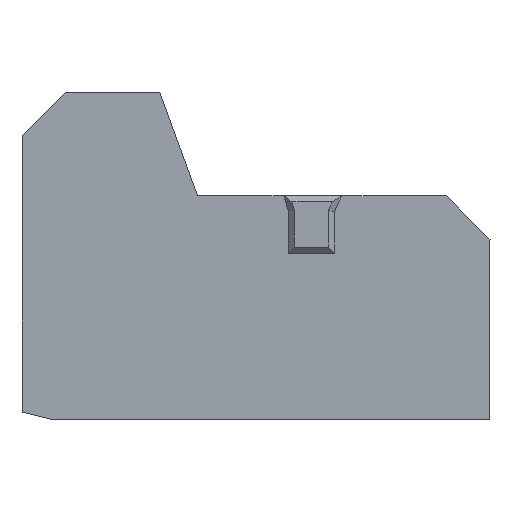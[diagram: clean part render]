
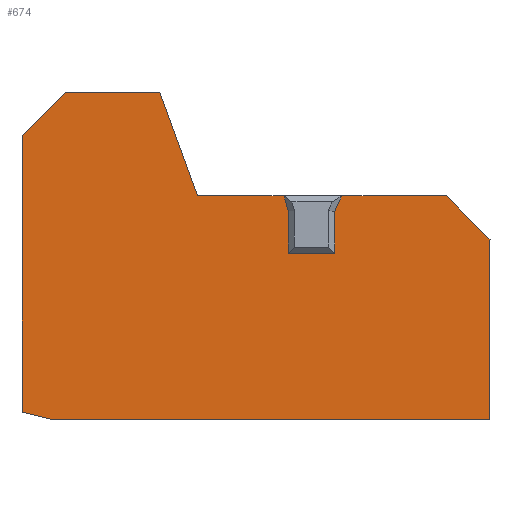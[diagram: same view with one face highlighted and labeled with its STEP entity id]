
A CAD part, left-side view. The second image highlights one B-rep face of the part: STEP entity #674.
In plain terms, the highlighted planar face has unit normal (-1, 0, 0).
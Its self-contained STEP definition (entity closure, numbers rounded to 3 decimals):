
#582=AXIS2_PLACEMENT_3D('Plane Axis2P3D',#579,#580,#581) ;
#280=CARTESIAN_POINT('Vertex',(0.,28.201,42.6)) ;
#283=CARTESIAN_POINT('Line Origine',(0.,18.241,42.6)) ;
#287=CARTESIAN_POINT('Vertex',(0.,8.28,42.6)) ;
#334=CARTESIAN_POINT('Vertex',(0.,55.694,42.6)) ;
#337=CARTESIAN_POINT('Line Origine',(0.,47.449,42.6)) ;
#341=CARTESIAN_POINT('Vertex',(0.,39.204,42.6)) ;
#528=CARTESIAN_POINT('Vertex',(0.,0.,34.32)) ;
#531=CARTESIAN_POINT('Line Origine',(0.,0.,17.16)) ;
#535=CARTESIAN_POINT('Vertex',(0.,0.,0.)) ;
#562=CARTESIAN_POINT('Line Origine',(0.,4.14,38.46)) ;
#579=CARTESIAN_POINT('Axis2P3D Location',(0.,36.469,2.432)) ;
#584=CARTESIAN_POINT('Line Origine',(0.,28.901,41.1)) ;
#588=CARTESIAN_POINT('Vertex',(0.,29.6,39.6)) ;
#591=CARTESIAN_POINT('Line Origine',(0.,29.6,35.65)) ;
#595=CARTESIAN_POINT('Vertex',(0.,29.6,31.7)) ;
#598=CARTESIAN_POINT('Line Origine',(0.,34.,31.7)) ;
#602=CARTESIAN_POINT('Vertex',(0.,38.4,31.7)) ;
#605=CARTESIAN_POINT('Line Origine',(0.,38.4,35.65)) ;
#609=CARTESIAN_POINT('Vertex',(0.,38.4,39.6)) ;
#612=CARTESIAN_POINT('Line Origine',(0.,38.802,41.1)) ;
#617=CARTESIAN_POINT('Line Origine',(0.,59.279,52.45)) ;
#621=CARTESIAN_POINT('Vertex',(0.,62.864,62.3)) ;
#624=CARTESIAN_POINT('Line Origine',(0.,71.842,62.3)) ;
#628=CARTESIAN_POINT('Vertex',(0.,80.82,62.3)) ;
#631=CARTESIAN_POINT('Line Origine',(0.,84.96,58.16)) ;
#635=CARTESIAN_POINT('Vertex',(0.,89.1,54.02)) ;
#638=CARTESIAN_POINT('Line Origine',(0.,89.1,27.729)) ;
#642=CARTESIAN_POINT('Vertex',(0.,89.1,1.438)) ;
#645=CARTESIAN_POINT('Line Origine',(0.,86.222,0.719)) ;
#649=CARTESIAN_POINT('Vertex',(0.,83.344,0.)) ;
#652=CARTESIAN_POINT('Line Origine',(0.,41.672,0.)) ;
#284=DIRECTION('Vector Direction',(0.,-1.,0.)) ;
#338=DIRECTION('Vector Direction',(0.,1.,0.)) ;
#532=DIRECTION('Vector Direction',(0.,0.,1.)) ;
#563=DIRECTION('Vector Direction',(0.,0.707,0.707)) ;
#580=DIRECTION('Axis2P3D Direction',(1.,0.,0.)) ;
#581=DIRECTION('Axis2P3D XDirection',(0.,1.,0.)) ;
#585=DIRECTION('Vector Direction',(0.,0.423,-0.906)) ;
#592=DIRECTION('Vector Direction',(0.,0.,-1.)) ;
#599=DIRECTION('Vector Direction',(0.,1.,0.)) ;
#606=DIRECTION('Vector Direction',(0.,0.,1.)) ;
#613=DIRECTION('Vector Direction',(0.,0.259,0.966)) ;
#618=DIRECTION('Vector Direction',(0.,-0.342,-0.94)) ;
#625=DIRECTION('Vector Direction',(0.,1.,0.)) ;
#632=DIRECTION('Vector Direction',(0.,0.707,-0.707)) ;
#639=DIRECTION('Vector Direction',(0.,0.,1.)) ;
#646=DIRECTION('Vector Direction',(0.,0.97,0.242)) ;
#653=DIRECTION('Vector Direction',(0.,1.,0.)) ;
#285=VECTOR('Line Direction',#284,1.) ;
#339=VECTOR('Line Direction',#338,1.) ;
#533=VECTOR('Line Direction',#532,1.) ;
#564=VECTOR('Line Direction',#563,1.) ;
#586=VECTOR('Line Direction',#585,1.) ;
#593=VECTOR('Line Direction',#592,1.) ;
#600=VECTOR('Line Direction',#599,1.) ;
#607=VECTOR('Line Direction',#606,1.) ;
#614=VECTOR('Line Direction',#613,1.) ;
#619=VECTOR('Line Direction',#618,1.) ;
#626=VECTOR('Line Direction',#625,1.) ;
#633=VECTOR('Line Direction',#632,1.) ;
#640=VECTOR('Line Direction',#639,1.) ;
#647=VECTOR('Line Direction',#646,1.) ;
#654=VECTOR('Line Direction',#653,1.) ;
#658=ORIENTED_EDGE('',*,*,#566,.T.) ;
#659=ORIENTED_EDGE('',*,*,#289,.F.) ;
#660=ORIENTED_EDGE('',*,*,#590,.T.) ;
#661=ORIENTED_EDGE('',*,*,#597,.T.) ;
#662=ORIENTED_EDGE('',*,*,#604,.T.) ;
#663=ORIENTED_EDGE('',*,*,#611,.T.) ;
#664=ORIENTED_EDGE('',*,*,#616,.T.) ;
#665=ORIENTED_EDGE('',*,*,#343,.T.) ;
#666=ORIENTED_EDGE('',*,*,#623,.F.) ;
#667=ORIENTED_EDGE('',*,*,#630,.T.) ;
#668=ORIENTED_EDGE('',*,*,#637,.T.) ;
#669=ORIENTED_EDGE('',*,*,#644,.F.) ;
#670=ORIENTED_EDGE('',*,*,#651,.F.) ;
#671=ORIENTED_EDGE('',*,*,#656,.F.) ;
#672=ORIENTED_EDGE('',*,*,#537,.T.) ;
#674=ADVANCED_FACE('Hauptk\X2\00F6\X0\rper',(#673),#583,.F.) ;
#289=EDGE_CURVE('',#281,#288,#286,.T.) ;
#343=EDGE_CURVE('',#342,#335,#340,.T.) ;
#537=EDGE_CURVE('',#536,#529,#534,.T.) ;
#566=EDGE_CURVE('',#529,#288,#565,.T.) ;
#590=EDGE_CURVE('',#281,#589,#587,.T.) ;
#597=EDGE_CURVE('',#589,#596,#594,.T.) ;
#604=EDGE_CURVE('',#596,#603,#601,.T.) ;
#611=EDGE_CURVE('',#603,#610,#608,.T.) ;
#616=EDGE_CURVE('',#610,#342,#615,.T.) ;
#623=EDGE_CURVE('',#622,#335,#620,.T.) ;
#630=EDGE_CURVE('',#622,#629,#627,.T.) ;
#637=EDGE_CURVE('',#629,#636,#634,.T.) ;
#644=EDGE_CURVE('',#643,#636,#641,.T.) ;
#651=EDGE_CURVE('',#650,#643,#648,.T.) ;
#656=EDGE_CURVE('',#536,#650,#655,.T.) ;
#657=EDGE_LOOP('',(#658,#659,#660,#661,#662,#663,#664,#665,#666,#667,#668,#669,#670,#671,#672)) ;
#673=FACE_OUTER_BOUND('',#657,.T.) ;
#286=LINE('Line',#283,#285) ;
#340=LINE('Line',#337,#339) ;
#534=LINE('Line',#531,#533) ;
#565=LINE('Line',#562,#564) ;
#587=LINE('Line',#584,#586) ;
#594=LINE('Line',#591,#593) ;
#601=LINE('Line',#598,#600) ;
#608=LINE('Line',#605,#607) ;
#615=LINE('Line',#612,#614) ;
#620=LINE('Line',#617,#619) ;
#627=LINE('Line',#624,#626) ;
#634=LINE('Line',#631,#633) ;
#641=LINE('Line',#638,#640) ;
#648=LINE('Line',#645,#647) ;
#655=LINE('Line',#652,#654) ;
#583=PLANE('',#582) ;
#281=VERTEX_POINT('',#280) ;
#288=VERTEX_POINT('',#287) ;
#335=VERTEX_POINT('',#334) ;
#342=VERTEX_POINT('',#341) ;
#529=VERTEX_POINT('',#528) ;
#536=VERTEX_POINT('',#535) ;
#589=VERTEX_POINT('',#588) ;
#596=VERTEX_POINT('',#595) ;
#603=VERTEX_POINT('',#602) ;
#610=VERTEX_POINT('',#609) ;
#622=VERTEX_POINT('',#621) ;
#629=VERTEX_POINT('',#628) ;
#636=VERTEX_POINT('',#635) ;
#643=VERTEX_POINT('',#642) ;
#650=VERTEX_POINT('',#649) ;
